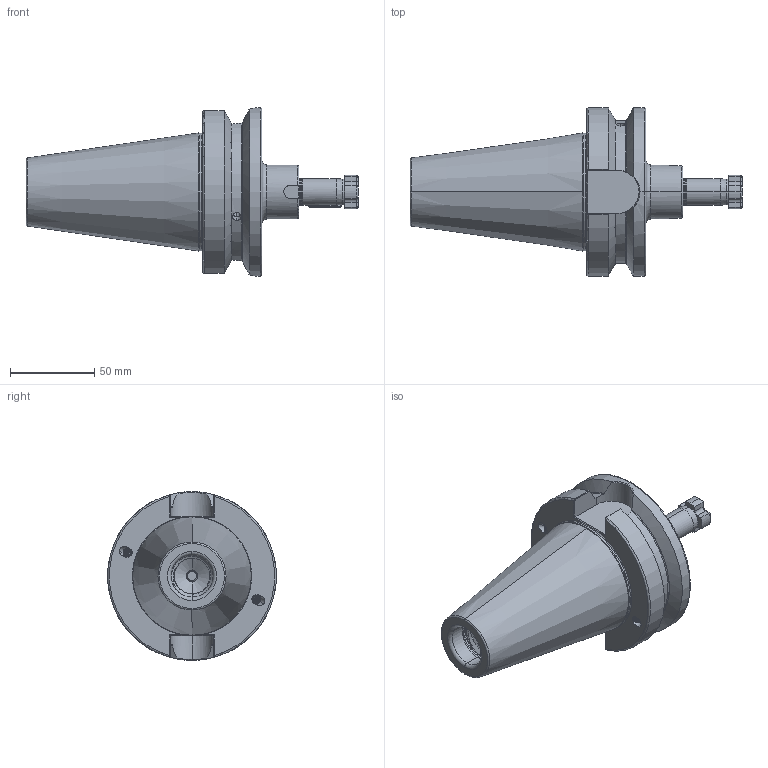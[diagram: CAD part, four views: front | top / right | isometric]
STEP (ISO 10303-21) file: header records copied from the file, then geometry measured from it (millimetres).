
FILE_DESCRIPTION (( 'STEP AP203' ), '1' );
FILE_NAME ('506.10.16.STEP', '2016-11-26T01:33:01', ( '' ), ( '' ), 'SwSTEP 2.0', 'SolidWorks 2012', '' );
FILE_SCHEMA (( 'CONFIG_CONTROL_DESIGN' ));
Length unit declared in the file: millimetre
Products named in the file (4): 十字螺絲FMB16; 506.10.16; SC16用鍵_4x4x20L
Assembly tree (3 placements, depth 2):
  506.10.16
    506.10.16
    十字螺絲FMB16
    SC16用鍵_4x4x20L
Bounding box: 196.8 x 100 x 100 mm (x, y, z)
Volume: 460336.9 mm3; surface area: 64461.3 mm2
Topology: 3 solids, 3 shells, 348 faces, 923 edges, 581 vertices
Faces by surface type: cylinder 177, plane 65, torus 44, cone 37, bspline 25
Entity records: 22115 total; most frequent: CARTESIAN_POINT 13993, ORIENTED_EDGE 1838, DIRECTION 1412, EDGE_CURVE 919, VERTEX_POINT 581, AXIS2_PLACEMENT_3D 543, EDGE_LOOP 364, ADVANCED_FACE 348
